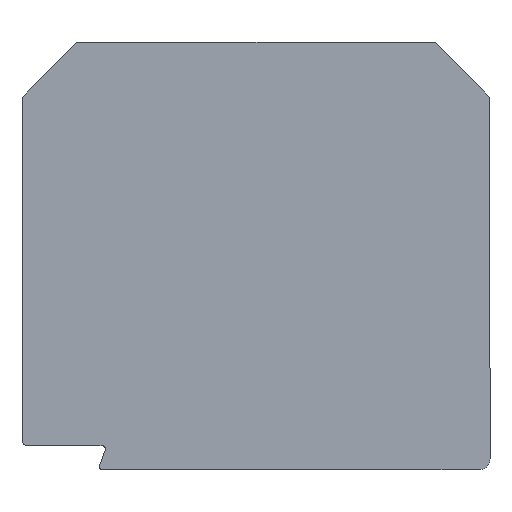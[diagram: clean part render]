
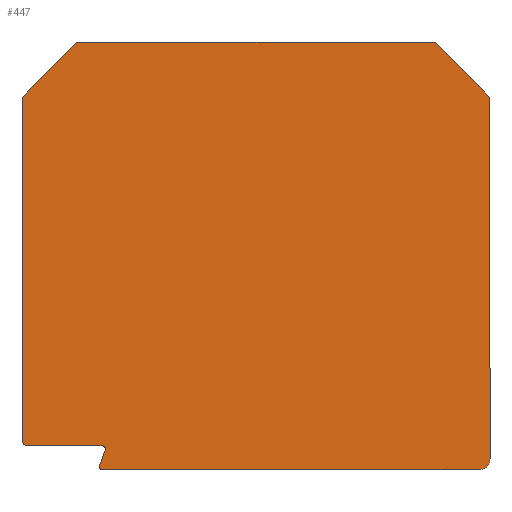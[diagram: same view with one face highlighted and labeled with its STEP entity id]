
A CAD part, top view. The second image highlights one B-rep face of the part: STEP entity #447.
In plain terms, the highlighted planar face has unit normal (0, 0, 1).
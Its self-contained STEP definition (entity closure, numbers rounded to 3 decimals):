
#3 = VECTOR ( 'NONE', #414, 1000. ) ;
#4 = ORIENTED_EDGE ( 'NONE', *, *, #484, .T. ) ;
#6 = ORIENTED_EDGE ( 'NONE', *, *, #372, .T. ) ;
#9 = VERTEX_POINT ( 'NONE', #482 ) ;
#10 = LINE ( 'NONE', #415, #3 ) ;
#11 = DIRECTION ( 'NONE',  ( 0., -1., 0. ) ) ;
#18 = ORIENTED_EDGE ( 'NONE', *, *, #362, .T. ) ;
#19 = CARTESIAN_POINT ( 'NONE',  ( -21.35, -64.623, 1.2 ) ) ;
#20 = DIRECTION ( 'NONE',  ( -1., 0., 0. ) ) ;
#21 = DIRECTION ( 'NONE',  ( 0., 0., 1. ) ) ;
#23 = CARTESIAN_POINT ( 'NONE',  ( -13.993, -38.7, 1.2 ) ) ;
#28 = LINE ( 'NONE', #434, #127 ) ;
#30 = VECTOR ( 'NONE', #171, 1000. ) ;
#46 = VERTEX_POINT ( 'NONE', #477 ) ;
#53 = VERTEX_POINT ( 'NONE', #474 ) ;
#57 = LINE ( 'NONE', #407, #121 ) ;
#58 = ORIENTED_EDGE ( 'NONE', *, *, #284, .T. ) ;
#60 = AXIS2_PLACEMENT_3D ( 'NONE', #188, #187, #185 ) ;
#61 = VERTEX_POINT ( 'NONE', #471 ) ;
#62 = VERTEX_POINT ( 'NONE', #483 ) ;
#70 = ORIENTED_EDGE ( 'NONE', *, *, #351, .T. ) ;
#74 = VERTEX_POINT ( 'NONE', #475 ) ;
#78 = AXIS2_PLACEMENT_3D ( 'NONE', #296, #290, #287 ) ;
#102 = LINE ( 'NONE', #319, #107 ) ;
#103 = CIRCLE ( 'NONE', #238, 0.3 ) ;
#107 = VECTOR ( 'NONE', #225, 1000. ) ;
#112 = CIRCLE ( 'NONE', #237, 0.3 ) ;
#121 = VECTOR ( 'NONE', #406, 1000. ) ;
#123 = VERTEX_POINT ( 'NONE', #453 ) ;
#125 = DIRECTION ( 'NONE',  ( -1., 0., 0. ) ) ;
#126 = VECTOR ( 'NONE', #11, 1000. ) ;
#127 = VECTOR ( 'NONE', #430, 1000. ) ;
#128 = LINE ( 'NONE', #216, #345 ) ;
#129 = DIRECTION ( 'NONE',  ( 0., 0., 1. ) ) ;
#130 = CARTESIAN_POINT ( 'NONE',  ( -20.85, -36.303, 1.2 ) ) ;
#171 = DIRECTION ( 'NONE',  ( -1., 0., 0. ) ) ;
#183 = ORIENTED_EDGE ( 'NONE', *, *, #413, .T. ) ;
#185 = DIRECTION ( 'NONE',  ( -1., 0., 0. ) ) ;
#187 = DIRECTION ( 'NONE',  ( 0., 0., -1. ) ) ;
#188 = CARTESIAN_POINT ( 'NONE',  ( -14.05, -37.103, 1.2 ) ) ;
#210 = LINE ( 'NONE', #283, #30 ) ;
#212 = CARTESIAN_POINT ( 'NONE',  ( -21.35, -36.303, 1.2 ) ) ;
#214 = DIRECTION ( 'NONE',  ( 1., 0., 0. ) ) ;
#216 = CARTESIAN_POINT ( 'NONE',  ( 0., -39., 1.2 ) ) ;
#225 = DIRECTION ( 'NONE',  ( 1., 0., 0. ) ) ;
#228 = ORIENTED_EDGE ( 'NONE', *, *, #389, .T. ) ;
#230 = CIRCLE ( 'NONE', #337, 1. ) ;
#231 = ORIENTED_EDGE ( 'NONE', *, *, #374, .T. ) ;
#237 = AXIS2_PLACEMENT_3D ( 'NONE', #454, #340, #358 ) ;
#238 = AXIS2_PLACEMENT_3D ( 'NONE', #23, #21, #20 ) ;
#247 = VERTEX_POINT ( 'NONE', #435 ) ;
#250 = CARTESIAN_POINT ( 'NONE',  ( 21.35, -38., 1.2 ) ) ;
#258 = VERTEX_POINT ( 'NONE', #431 ) ;
#283 = CARTESIAN_POINT ( 'NONE',  ( 0., 0., 1.2 ) ) ;
#284 = EDGE_CURVE ( 'NONE', #123, #258, #28, .T. ) ;
#287 = DIRECTION ( 'NONE',  ( 1., 0., 0. ) ) ;
#290 = DIRECTION ( 'NONE',  ( 0., 0., 1. ) ) ;
#296 = CARTESIAN_POINT ( 'NONE',  ( 0., -64.623, 1.2 ) ) ;
#299 = PLANE ( 'NONE',  #78 ) ;
#312 = VERTEX_POINT ( 'NONE', #428 ) ;
#314 = AXIS2_PLACEMENT_3D ( 'NONE', #130, #129, #125 ) ;
#319 = CARTESIAN_POINT ( 'NONE',  ( 0., -36.803, 1.2 ) ) ;
#336 = EDGE_LOOP ( 'NONE', ( #231, #393, #183, #421, #6, #398, #58, #228, #461, #4, #18, #70, #429 ) ) ;
#337 = AXIS2_PLACEMENT_3D ( 'NONE', #354, #342, #341 ) ;
#340 = DIRECTION ( 'NONE',  ( 0., 0., 1. ) ) ;
#341 = DIRECTION ( 'NONE',  ( -1., 0., 0. ) ) ;
#342 = DIRECTION ( 'NONE',  ( 0., 0., 1. ) ) ;
#344 = LINE ( 'NONE', #420, #476 ) ;
#345 = VECTOR ( 'NONE', #214, 1000. ) ;
#350 = EDGE_CURVE ( 'NONE', #74, #53, #10, .T. ) ;
#351 = EDGE_CURVE ( 'NONE', #470, #74, #57, .T. ) ;
#354 = CARTESIAN_POINT ( 'NONE',  ( 20.35, -38., 1.2 ) ) ;
#358 = DIRECTION ( 'NONE',  ( -1., 0., 0. ) ) ;
#360 = VERTEX_POINT ( 'NONE', #396 ) ;
#362 = EDGE_CURVE ( 'NONE', #360, #470, #230, .T. ) ;
#368 = EDGE_CURVE ( 'NONE', #247, #9, #344, .T. ) ;
#372 = EDGE_CURVE ( 'NONE', #61, #312, #102, .T. ) ;
#374 = EDGE_CURVE ( 'NONE', #53, #247, #210, .T. ) ;
#379 = EDGE_CURVE ( 'NONE', #488, #61, #409, .T. ) ;
#381 = FACE_OUTER_BOUND ( 'NONE', #336, .T. ) ;
#385 = DIRECTION ( 'NONE',  ( -0.707, -0.707, 0. ) ) ;
#389 = EDGE_CURVE ( 'NONE', #258, #46, #103, .T. ) ;
#393 = ORIENTED_EDGE ( 'NONE', *, *, #368, .T. ) ;
#396 = CARTESIAN_POINT ( 'NONE',  ( 20.35, -39., 1.2 ) ) ;
#398 = ORIENTED_EDGE ( 'NONE', *, *, #505, .T. ) ;
#406 = DIRECTION ( 'NONE',  ( 0., 1., 0. ) ) ;
#407 = CARTESIAN_POINT ( 'NONE',  ( 21.35, -64.623, 1.2 ) ) ;
#409 = CIRCLE ( 'NONE', #314, 0.5 ) ;
#413 = EDGE_CURVE ( 'NONE', #9, #488, #508, .T. ) ;
#414 = DIRECTION ( 'NONE',  ( -0.707, 0.707, 0. ) ) ;
#415 = CARTESIAN_POINT ( 'NONE',  ( 21.35, -5., 1.2 ) ) ;
#420 = CARTESIAN_POINT ( 'NONE',  ( -16.35, 0., 1.2 ) ) ;
#421 = ORIENTED_EDGE ( 'NONE', *, *, #379, .T. ) ;
#427 = EDGE_CURVE ( 'NONE', #46, #62, #112, .T. ) ;
#428 = CARTESIAN_POINT ( 'NONE',  ( -14.05, -36.803, 1.2 ) ) ;
#429 = ORIENTED_EDGE ( 'NONE', *, *, #350, .T. ) ;
#430 = DIRECTION ( 'NONE',  ( -0.342, -0.94, 0. ) ) ;
#431 = CARTESIAN_POINT ( 'NONE',  ( -14.275, -38.597, 1.2 ) ) ;
#434 = CARTESIAN_POINT ( 'NONE',  ( -13.768, -37.205, 1.2 ) ) ;
#435 = CARTESIAN_POINT ( 'NONE',  ( -16.35, 0., 1.2 ) ) ;
#447 = ADVANCED_FACE ( 'NONE', ( #381 ), #299, .T. ) ;
#453 = CARTESIAN_POINT ( 'NONE',  ( -13.768, -37.205, 1.2 ) ) ;
#454 = CARTESIAN_POINT ( 'NONE',  ( -13.993, -38.7, 1.2 ) ) ;
#458 = CIRCLE ( 'NONE', #60, 0.3 ) ;
#461 = ORIENTED_EDGE ( 'NONE', *, *, #427, .T. ) ;
#470 = VERTEX_POINT ( 'NONE', #250 ) ;
#471 = CARTESIAN_POINT ( 'NONE',  ( -20.85, -36.803, 1.2 ) ) ;
#474 = CARTESIAN_POINT ( 'NONE',  ( 16.35, 0., 1.2 ) ) ;
#475 = CARTESIAN_POINT ( 'NONE',  ( 21.35, -5., 1.2 ) ) ;
#476 = VECTOR ( 'NONE', #385, 1000. ) ;
#477 = CARTESIAN_POINT ( 'NONE',  ( -14.293, -38.7, 1.2 ) ) ;
#482 = CARTESIAN_POINT ( 'NONE',  ( -21.35, -5., 1.2 ) ) ;
#483 = CARTESIAN_POINT ( 'NONE',  ( -13.993, -39., 1.2 ) ) ;
#484 = EDGE_CURVE ( 'NONE', #62, #360, #128, .T. ) ;
#488 = VERTEX_POINT ( 'NONE', #212 ) ;
#505 = EDGE_CURVE ( 'NONE', #312, #123, #458, .T. ) ;
#508 = LINE ( 'NONE', #19, #126 ) ;
